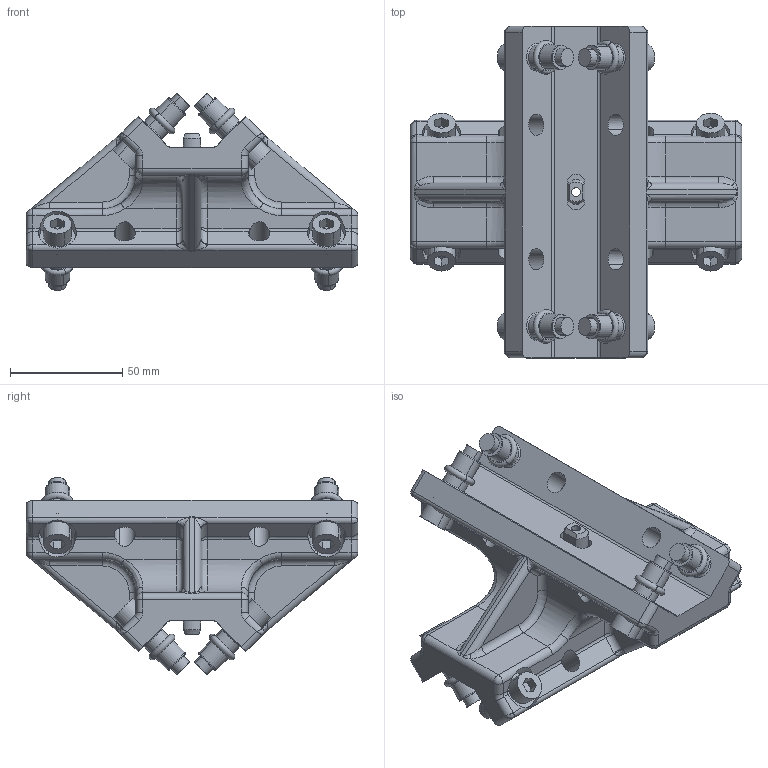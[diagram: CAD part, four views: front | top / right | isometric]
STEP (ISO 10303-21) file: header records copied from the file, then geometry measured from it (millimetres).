
FILE_DESCRIPTION(('CATIA V5 STEP Exchange'),'2;1');
FILE_NAME('AEGT084.stp','2017-07-05T23:59:11+00:00',('none'),('none'),'CATIA Version 5 Release 21 GA (IN-10)','CATIA V5 STEP AP203','none');
FILE_SCHEMA(('CONFIG_CONTROL_DESIGN'));
Length unit declared in the file: millimetre
Products named in the file (1): AEGT084
Bounding box: 148 x 148 x 87.88 mm (x, y, z)
Volume: 362590.2 mm3; surface area: 78342.2 mm2
Topology: 1 solids, 9 shells, 670 faces, 1584 edges, 966 vertices
Faces by surface type: cylinder 294, plane 216, bspline 60, cone 52, torus 40, sphere 8
Entity records: 23524 total; most frequent: CARTESIAN_POINT 9793, ORIENTED_EDGE 3136, DIRECTION 2095, EDGE_CURVE 1568, AXIS2_PLACEMENT_3D 996, VERTEX_POINT 966, EDGE_LOOP 754, VECTOR 697
